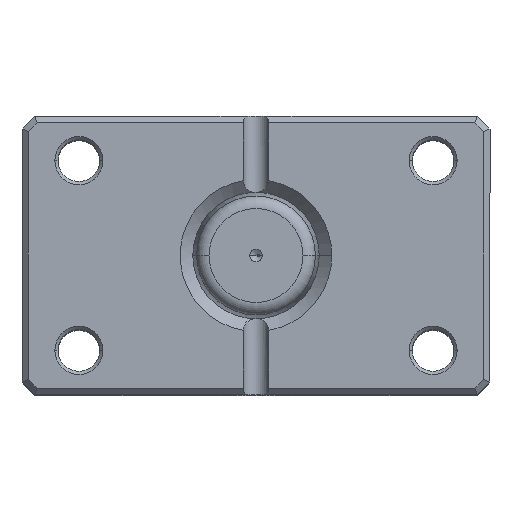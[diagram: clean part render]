
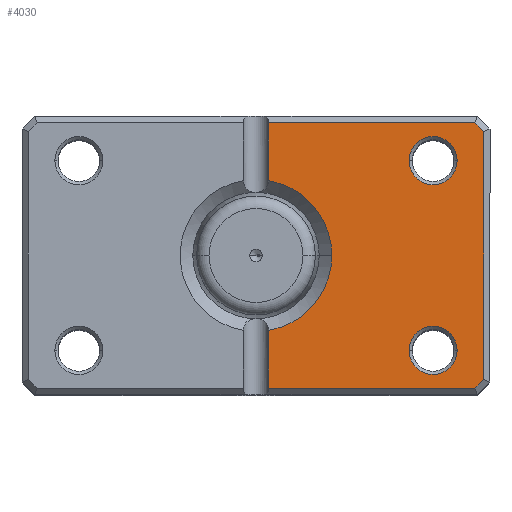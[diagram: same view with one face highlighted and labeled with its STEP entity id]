
A CAD part, top view. The second image highlights one B-rep face of the part: STEP entity #4030.
In plain terms, the highlighted face is planar.
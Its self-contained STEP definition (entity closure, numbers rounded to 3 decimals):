
#1 = CARTESIAN_POINT ( 'NONE',  ( -24.2, 15., 0. ) ) ;
#74 = ORIENTED_EDGE ( 'NONE', *, *, #5677, .T. ) ;
#86 = VERTEX_POINT ( 'NONE', #3834 ) ;
#254 = EDGE_CURVE ( 'NONE', #3885, #749, #3622, .T. ) ;
#255 = VERTEX_POINT ( 'NONE', #2853 ) ;
#578 = CARTESIAN_POINT ( 'NONE',  ( -27.793, 27.793, 0. ) ) ;
#684 = CARTESIAN_POINT ( 'NONE',  ( -28., 15., 0. ) ) ;
#685 = EDGE_CURVE ( 'NONE', #4988, #1825, #3919, .T. ) ;
#704 = CARTESIAN_POINT ( 'NONE',  ( -28., -15., 0. ) ) ;
#712 = DIRECTION ( 'NONE',  ( 0., 0., 1. ) ) ;
#733 = CARTESIAN_POINT ( 'NONE',  ( -36., 19.586, 0. ) ) ;
#749 = VERTEX_POINT ( 'NONE', #3473 ) ;
#804 = LINE ( 'NONE', #4076, #4516 ) ;
#819 = CARTESIAN_POINT ( 'NONE',  ( -12., 0., 0. ) ) ;
#826 = AXIS2_PLACEMENT_3D ( 'NONE', #704, #4101, #1170 ) ;
#912 = CARTESIAN_POINT ( 'NONE',  ( -31.8, 15., 0. ) ) ;
#1025 = VECTOR ( 'NONE', #4470, 1000. ) ;
#1033 = EDGE_CURVE ( 'NONE', #4559, #2091, #2039, .T. ) ;
#1069 = DIRECTION ( 'NONE',  ( 0., 0., 1. ) ) ;
#1080 = DIRECTION ( 'NONE',  ( 1., 0., 0. ) ) ;
#1105 = EDGE_LOOP ( 'NONE', ( #3859, #4015, #2382, #2274, #3877, #6202, #3724, #5068, #1758 ) ) ;
#1114 = CARTESIAN_POINT ( 'NONE',  ( 0., 0., 0. ) ) ;
#1145 = DIRECTION ( 'NONE',  ( 0., 0., 1. ) ) ;
#1170 = DIRECTION ( 'NONE',  ( 1., 0., 0. ) ) ;
#1194 = LINE ( 'NONE', #3492, #1025 ) ;
#1227 = CARTESIAN_POINT ( 'NONE',  ( -36., 0., 0. ) ) ;
#1300 = VECTOR ( 'NONE', #4620, 1000. ) ;
#1378 = DIRECTION ( 'NONE',  ( -0.707, 0.707, 0. ) ) ;
#1389 = EDGE_CURVE ( 'NONE', #2091, #4559, #3270, .T. ) ;
#1550 = CARTESIAN_POINT ( 'NONE',  ( -34.586, 21., 0. ) ) ;
#1574 = VECTOR ( 'NONE', #5513, 1000. ) ;
#1605 = DIRECTION ( 'NONE',  ( 1., 0., 0. ) ) ;
#1715 = VERTEX_POINT ( 'NONE', #2344 ) ;
#1758 = ORIENTED_EDGE ( 'NONE', *, *, #3697, .T. ) ;
#1825 = VERTEX_POINT ( 'NONE', #4884 ) ;
#1871 = CARTESIAN_POINT ( 'NONE',  ( 0., 0., 0. ) ) ;
#2039 = CIRCLE ( 'NONE', #5653, 3.8 ) ;
#2056 = VERTEX_POINT ( 'NONE', #1550 ) ;
#2091 = VERTEX_POINT ( 'NONE', #1 ) ;
#2166 = EDGE_CURVE ( 'NONE', #3786, #2056, #2873, .T. ) ;
#2251 = AXIS2_PLACEMENT_3D ( 'NONE', #1871, #6276, #3321 ) ;
#2274 = ORIENTED_EDGE ( 'NONE', *, *, #685, .T. ) ;
#2344 = CARTESIAN_POINT ( 'NONE',  ( -34.586, -21., 0. ) ) ;
#2382 = ORIENTED_EDGE ( 'NONE', *, *, #6150, .T. ) ;
#2386 = CARTESIAN_POINT ( 'NONE',  ( -2., 22., 0. ) ) ;
#2484 = EDGE_CURVE ( 'NONE', #1825, #1715, #1194, .T. ) ;
#2570 = CARTESIAN_POINT ( 'NONE',  ( -2., 21., 0. ) ) ;
#2636 = ORIENTED_EDGE ( 'NONE', *, *, #1389, .T. ) ;
#2715 = DIRECTION ( 'NONE',  ( 1., 0., 0. ) ) ;
#2742 = DIRECTION ( 'NONE',  ( 0., 0., 1. ) ) ;
#2850 = AXIS2_PLACEMENT_3D ( 'NONE', #4079, #1145, #4550 ) ;
#2853 = CARTESIAN_POINT ( 'NONE',  ( -36., -19.586, 0. ) ) ;
#2860 = ORIENTED_EDGE ( 'NONE', *, *, #254, .T. ) ;
#2873 = LINE ( 'NONE', #578, #1574 ) ;
#2896 = DIRECTION ( 'NONE',  ( 0., -1., 0. ) ) ;
#3055 = CIRCLE ( 'NONE', #2850, 12. ) ;
#3115 = CARTESIAN_POINT ( 'NONE',  ( -28., -15., 0. ) ) ;
#3143 = VECTOR ( 'NONE', #1378, 1000. ) ;
#3252 = CARTESIAN_POINT ( 'NONE',  ( -2., -11.832, 0. ) ) ;
#3260 = EDGE_LOOP ( 'NONE', ( #2860, #74 ) ) ;
#3270 = CIRCLE ( 'NONE', #5860, 3.8 ) ;
#3321 = DIRECTION ( 'NONE',  ( 1., 0., 0. ) ) ;
#3354 = LINE ( 'NONE', #2386, #5815 ) ;
#3473 = CARTESIAN_POINT ( 'NONE',  ( -24.2, -15., 0. ) ) ;
#3492 = CARTESIAN_POINT ( 'NONE',  ( 0., -21., 0. ) ) ;
#3622 = CIRCLE ( 'NONE', #5546, 3.8 ) ;
#3697 = EDGE_CURVE ( 'NONE', #2056, #5071, #804, .T. ) ;
#3713 = DIRECTION ( 'NONE',  ( 1., 0., 0. ) ) ;
#3724 = ORIENTED_EDGE ( 'NONE', *, *, #5203, .T. ) ;
#3786 = VERTEX_POINT ( 'NONE', #733 ) ;
#3816 = ORIENTED_EDGE ( 'NONE', *, *, #1033, .T. ) ;
#3834 = CARTESIAN_POINT ( 'NONE',  ( -2., 11.832, 0. ) ) ;
#3859 = ORIENTED_EDGE ( 'NONE', *, *, #4617, .T. ) ;
#3877 = ORIENTED_EDGE ( 'NONE', *, *, #2484, .T. ) ;
#3881 = CARTESIAN_POINT ( 'NONE',  ( -28., 15., 0. ) ) ;
#3885 = VERTEX_POINT ( 'NONE', #6135 ) ;
#3887 = LINE ( 'NONE', #1227, #1300 ) ;
#3905 = VERTEX_POINT ( 'NONE', #819 ) ;
#3919 = LINE ( 'NONE', #5849, #6061 ) ;
#3987 = FACE_BOUND ( 'NONE', #3260, .T. ) ;
#4015 = ORIENTED_EDGE ( 'NONE', *, *, #5061, .T. ) ;
#4025 = EDGE_CURVE ( 'NONE', #1715, #255, #5427, .T. ) ;
#4030 = ADVANCED_FACE ( 'NONE', ( #3987, #5276, #4143 ), #5772, .F. ) ;
#4076 = CARTESIAN_POINT ( 'NONE',  ( 0., 21., 0. ) ) ;
#4079 = CARTESIAN_POINT ( 'NONE',  ( 0., 0., 0. ) ) ;
#4101 = DIRECTION ( 'NONE',  ( 0., 0., 1. ) ) ;
#4143 = FACE_OUTER_BOUND ( 'NONE', #1105, .T. ) ;
#4470 = DIRECTION ( 'NONE',  ( -1., 0., 0. ) ) ;
#4516 = VECTOR ( 'NONE', #4545, 1000. ) ;
#4526 = DIRECTION ( 'NONE',  ( 0., 0., 1. ) ) ;
#4545 = DIRECTION ( 'NONE',  ( 1., 0., 0. ) ) ;
#4550 = DIRECTION ( 'NONE',  ( 1., 0., 0. ) ) ;
#4559 = VERTEX_POINT ( 'NONE', #912 ) ;
#4617 = EDGE_CURVE ( 'NONE', #5071, #86, #3354, .T. ) ;
#4620 = DIRECTION ( 'NONE',  ( 0., 1., 0. ) ) ;
#4801 = CIRCLE ( 'NONE', #5879, 12. ) ;
#4884 = CARTESIAN_POINT ( 'NONE',  ( -2., -21., 0. ) ) ;
#4914 = DIRECTION ( 'NONE',  ( 0., -1., 0. ) ) ;
#4988 = VERTEX_POINT ( 'NONE', #3252 ) ;
#5061 = EDGE_CURVE ( 'NONE', #86, #3905, #4801, .T. ) ;
#5068 = ORIENTED_EDGE ( 'NONE', *, *, #2166, .T. ) ;
#5071 = VERTEX_POINT ( 'NONE', #2570 ) ;
#5203 = EDGE_CURVE ( 'NONE', #255, #3786, #3887, .T. ) ;
#5271 = CARTESIAN_POINT ( 'NONE',  ( -27.793, -27.793, 0. ) ) ;
#5276 = FACE_BOUND ( 'NONE', #5695, .T. ) ;
#5427 = LINE ( 'NONE', #5271, #3143 ) ;
#5513 = DIRECTION ( 'NONE',  ( 0.707, 0.707, 0. ) ) ;
#5546 = AXIS2_PLACEMENT_3D ( 'NONE', #3115, #1069, #3713 ) ;
#5653 = AXIS2_PLACEMENT_3D ( 'NONE', #3881, #2742, #2715 ) ;
#5677 = EDGE_CURVE ( 'NONE', #749, #3885, #6125, .T. ) ;
#5695 = EDGE_LOOP ( 'NONE', ( #3816, #2636 ) ) ;
#5772 = PLANE ( 'NONE',  #2251 ) ;
#5815 = VECTOR ( 'NONE', #2896, 1000. ) ;
#5849 = CARTESIAN_POINT ( 'NONE',  ( -2., 22., 0. ) ) ;
#5860 = AXIS2_PLACEMENT_3D ( 'NONE', #684, #712, #1080 ) ;
#5879 = AXIS2_PLACEMENT_3D ( 'NONE', #1114, #4526, #1605 ) ;
#6061 = VECTOR ( 'NONE', #4914, 1000. ) ;
#6125 = CIRCLE ( 'NONE', #826, 3.8 ) ;
#6135 = CARTESIAN_POINT ( 'NONE',  ( -31.8, -15., 0. ) ) ;
#6150 = EDGE_CURVE ( 'NONE', #3905, #4988, #3055, .T. ) ;
#6202 = ORIENTED_EDGE ( 'NONE', *, *, #4025, .T. ) ;
#6276 = DIRECTION ( 'NONE',  ( 0., 0., 1. ) ) ;
